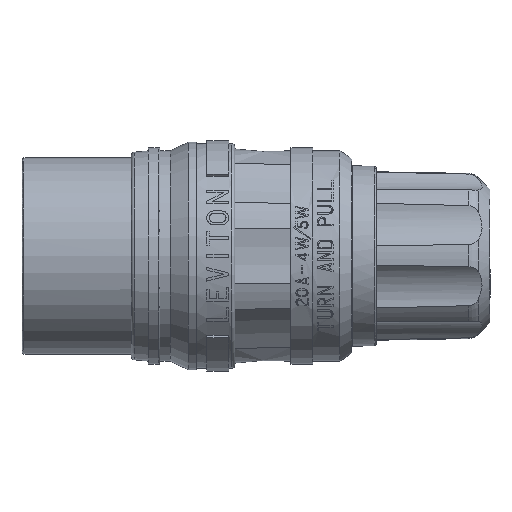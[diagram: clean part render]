
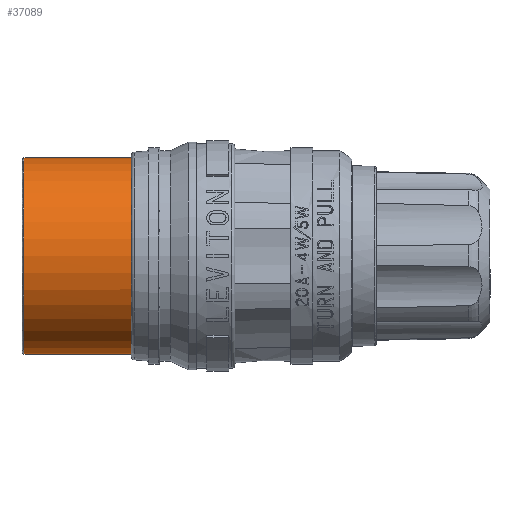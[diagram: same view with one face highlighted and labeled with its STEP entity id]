
A CAD part, top view. The second image highlights one B-rep face of the part: STEP entity #37089.
In plain terms, the highlighted cylindrical face has radius 24.994 mm (diameter 49.987 mm), a full revolution.
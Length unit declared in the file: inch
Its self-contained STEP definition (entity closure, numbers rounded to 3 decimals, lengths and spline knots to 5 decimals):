
#896 = DIRECTION ( 'NONE',  ( -1., 0., 0. ) ) ;
#1254 = FACE_OUTER_BOUND ( 'NONE', #40506, .T. ) ;
#2757 = AXIS2_PLACEMENT_3D ( 'NONE', #16359, #36632, #52689 ) ;
#4320 = CARTESIAN_POINT ( 'NONE',  ( 0.271, 0., -0.984 ) ) ;
#9598 = AXIS2_PLACEMENT_3D ( 'NONE', #46578, #896, #21241 ) ;
#11194 = ORIENTED_EDGE ( 'NONE', *, *, #17578, .T. ) ;
#13688 = EDGE_LOOP ( 'NONE', ( #11194 ) ) ;
#16359 = CARTESIAN_POINT ( 'NONE',  ( 0.271, 0., 0. ) ) ;
#17578 = EDGE_CURVE ( 'NONE', #33282, #33282, #27696, .T. ) ;
#18693 = AXIS2_PLACEMENT_3D ( 'NONE', #28211, #33514, #58583 ) ;
#21241 = DIRECTION ( 'NONE',  ( 0., -1., 0. ) ) ;
#22988 = CIRCLE ( 'NONE', #2757, 0.984 ) ;
#26900 = FACE_OUTER_BOUND ( 'NONE', #13688, .T. ) ;
#27696 = CIRCLE ( 'NONE', #9598, 0.984 ) ;
#28211 = CARTESIAN_POINT ( 'NONE',  ( 0.27088, 0., 0. ) ) ;
#33282 = VERTEX_POINT ( 'NONE', #58691 ) ;
#33514 = DIRECTION ( 'NONE',  ( 1., 0., 0. ) ) ;
#36632 = DIRECTION ( 'NONE',  ( 1., 0., 0. ) ) ;
#37089 = ADVANCED_FACE ( 'NONE', ( #26900, #1254 ), #52609, .T. ) ;
#39013 = ORIENTED_EDGE ( 'NONE', *, *, #54347, .T. ) ;
#40506 = EDGE_LOOP ( 'NONE', ( #39013 ) ) ;
#45977 = VERTEX_POINT ( 'NONE', #4320 ) ;
#46578 = CARTESIAN_POINT ( 'NONE',  ( 1.346, 0., 0. ) ) ;
#52609 = CYLINDRICAL_SURFACE ( 'NONE', #18693, 0.984 ) ;
#52689 = DIRECTION ( 'NONE',  ( 0., 0., -1. ) ) ;
#54347 = EDGE_CURVE ( 'NONE', #45977, #45977, #22988, .T. ) ;
#58583 = DIRECTION ( 'NONE',  ( 0., 0., -1. ) ) ;
#58691 = CARTESIAN_POINT ( 'NONE',  ( 1.346, -0.984, 0. ) ) ;
